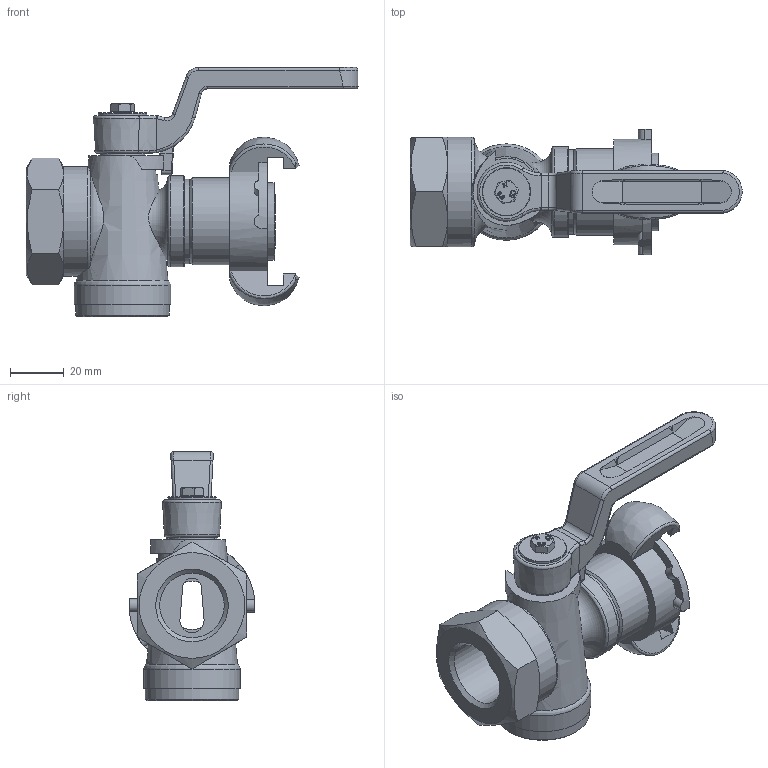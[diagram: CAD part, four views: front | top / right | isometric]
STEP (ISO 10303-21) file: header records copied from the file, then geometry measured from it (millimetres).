
FILE_DESCRIPTION(/* description */ (''),/* implementation_level */ '2;1');
FILE_NAME(/* name */ 'ehg_34.stp',/* time_stamp */ '2020-04-29T12:56:26+02:00',/* author */ ('ertl'),/* organization */ (''),/* preprocessor_version */ 'ST-DEVELOPER v17',/* originating_system */ 'Autodesk Inventor 2018',/* authorisation */ '0 mm^3');
FILE_SCHEMA (('AUTOMOTIVE_DESIGN { 1 0 10303 214 3 1 1 }'));
Length unit declared in the file: millimetre
Products named in the file (1): ehg_34
Bounding box: 123.97 x 47 x 93 mm (x, y, z)
Volume: 109362.5 mm3; surface area: 39148.9 mm2
Topology: 1 solids, 1 shells, 452 faces, 1176 edges, 756 vertices
Faces by surface type: plane 181, cylinder 101, bspline 90, cone 58, torus 18, sphere 4
Full cylindrical faces by diameter (mm): 5 x1, 5.5 x1, 6.3 x2, 6.88 x1, 11.188 x1, 17.5 x1, 18 x3, 20 x1, 21 x1, 24.117 x2, 29 x1, 30 x1, 31.5 x1, 32.5 x1, 34 x1, 34.5 x1, 35 x2, 36 x1, 41 x1
Entity records: 16250 total; most frequent: CARTESIAN_POINT 5222, ORIENTED_EDGE 2348, DIRECTION 1948, EDGE_CURVE 1174, VERTEX_POINT 756, AXIS2_PLACEMENT_3D 704, LINE 540, VECTOR 540
